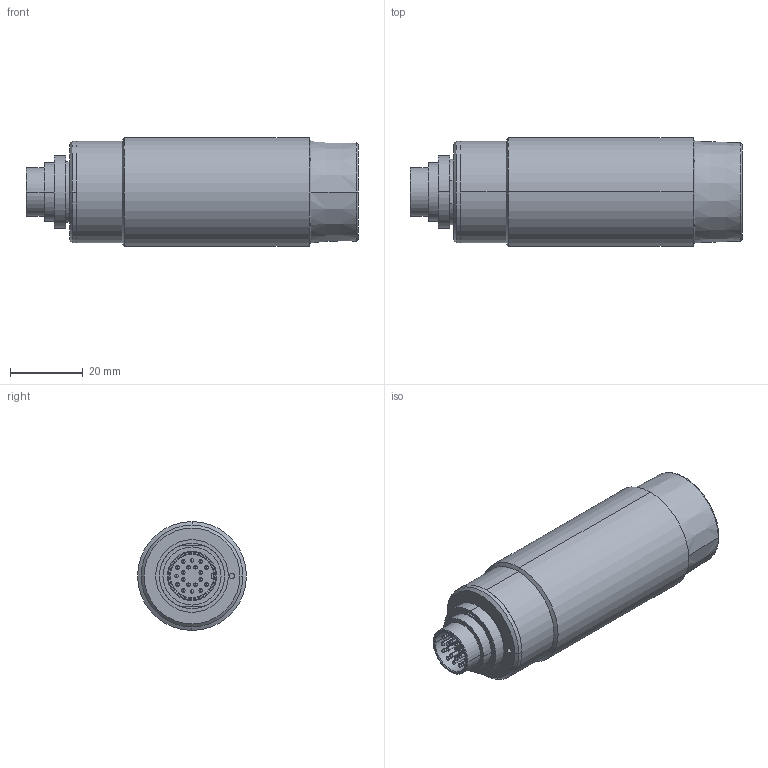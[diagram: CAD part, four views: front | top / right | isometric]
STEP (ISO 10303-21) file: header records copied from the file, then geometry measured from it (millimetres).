
FILE_DESCRIPTION (( 'STEP AP203' ), '1' );
FILE_NAME ('0E010964_INDUKTIVKOPPLER_BASE_M30_GAMMA_DUPLEX_AXIAL.STEP', '2020-11-03T09:39:12', ( '' ), ( '' ), 'SwSTEP 2.0', 'SolidWorks 2019', '' );
FILE_SCHEMA (( 'CONFIG_CONTROL_DESIGN' ));
Length unit declared in the file: millimetre
Products named in the file (1): 0E010964_INDUKTIVKOPPLER_BASE_M30_GAMMA_DUPLEX_AXIAL
Bounding box: 91.5 x 30 x 30 mm (x, y, z)
Volume: 15256.5 mm3; surface area: 20347.5 mm2
Topology: 4 solids, 4 shells, 269 faces, 628 edges, 376 vertices
Faces by surface type: cylinder 100, bspline 45, sphere 38, plane 36, cone 26, torus 24
Entity records: 7702 total; most frequent: CARTESIAN_POINT 1835, DIRECTION 1339, ORIENTED_EDGE 1104, AXIS2_PLACEMENT_3D 598, EDGE_CURVE 552, CIRCLE 373, VERTEX_POINT 338, EDGE_LOOP 326
